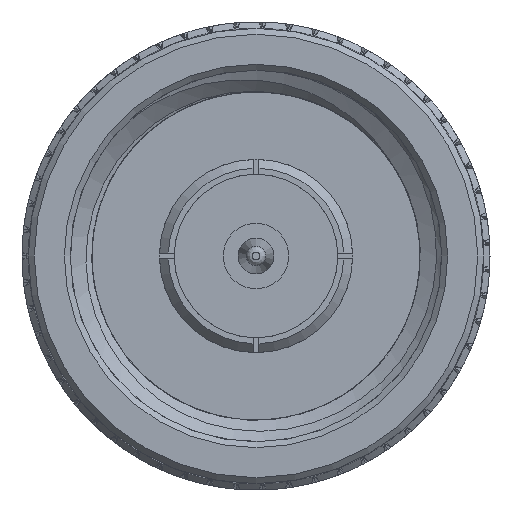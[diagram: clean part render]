
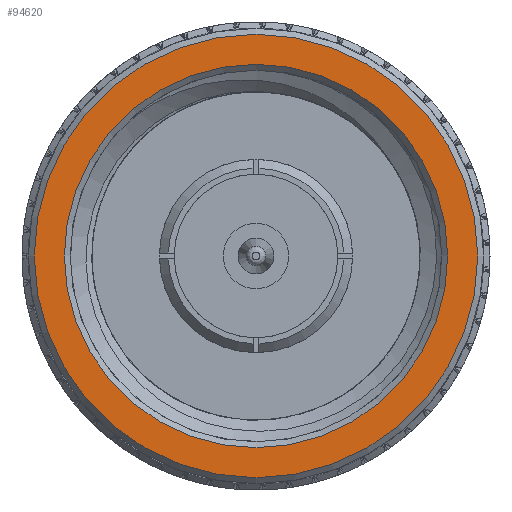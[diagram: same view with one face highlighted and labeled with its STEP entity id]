
A CAD part, left-side view. The second image highlights one B-rep face of the part: STEP entity #94620.
In plain terms, the highlighted planar face has unit normal (-1, 0, 0).
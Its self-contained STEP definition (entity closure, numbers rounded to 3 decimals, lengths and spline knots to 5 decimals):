
#3591 = AXIS2_PLACEMENT_3D ( 'NONE', #5125, #21632, #85886 ) ;
#5125 = CARTESIAN_POINT ( 'NONE',  ( 0., 0.38309, 0. ) ) ;
#8646 = ORIENTED_EDGE ( 'NONE', *, *, #108491, .T. ) ;
#10361 = CARTESIAN_POINT ( 'NONE',  ( 0., 0., 0. ) ) ;
#12686 = CARTESIAN_POINT ( 'NONE',  ( 0., 0.37309, 0. ) ) ;
#19844 = DIRECTION ( 'NONE',  ( 1., 0., 0. ) ) ;
#21632 = DIRECTION ( 'NONE',  ( -1., 0., 0. ) ) ;
#31957 = VERTEX_POINT ( 'NONE', #12686 ) ;
#34842 = VERTEX_POINT ( 'NONE', #40854 ) ;
#39184 = CARTESIAN_POINT ( 'NONE',  ( 0., 0., 0. ) ) ;
#40854 = CARTESIAN_POINT ( 'NONE',  ( 0., 0., 0.3225 ) ) ;
#43029 = FACE_OUTER_BOUND ( 'NONE', #113124, .T. ) ;
#51819 = CIRCLE ( 'NONE', #59436, 0.3225 ) ;
#59436 = AXIS2_PLACEMENT_3D ( 'NONE', #39184, #19844, #66766 ) ;
#60967 = EDGE_CURVE ( 'NONE', #31957, #31957, #62728, .T. ) ;
#62377 = AXIS2_PLACEMENT_3D ( 'NONE', #10361, #74215, #118902 ) ;
#62728 = CIRCLE ( 'NONE', #62377, 0.37309 ) ;
#65485 = EDGE_LOOP ( 'NONE', ( #8646 ) ) ;
#66766 = DIRECTION ( 'NONE',  ( 0., 0., 1. ) ) ;
#74215 = DIRECTION ( 'NONE',  ( -1., 0., 0. ) ) ;
#81772 = FACE_BOUND ( 'NONE', #65485, .T. ) ;
#85886 = DIRECTION ( 'NONE',  ( 0., -1., 0. ) ) ;
#94620 = ADVANCED_FACE ( 'NONE', ( #43029, #81772 ), #105604, .T. ) ;
#105604 = PLANE ( 'NONE',  #3591 ) ;
#108491 = EDGE_CURVE ( 'NONE', #34842, #34842, #51819, .T. ) ;
#113124 = EDGE_LOOP ( 'NONE', ( #114940 ) ) ;
#114940 = ORIENTED_EDGE ( 'NONE', *, *, #60967, .T. ) ;
#118902 = DIRECTION ( 'NONE',  ( 0., 1., 0. ) ) ;
